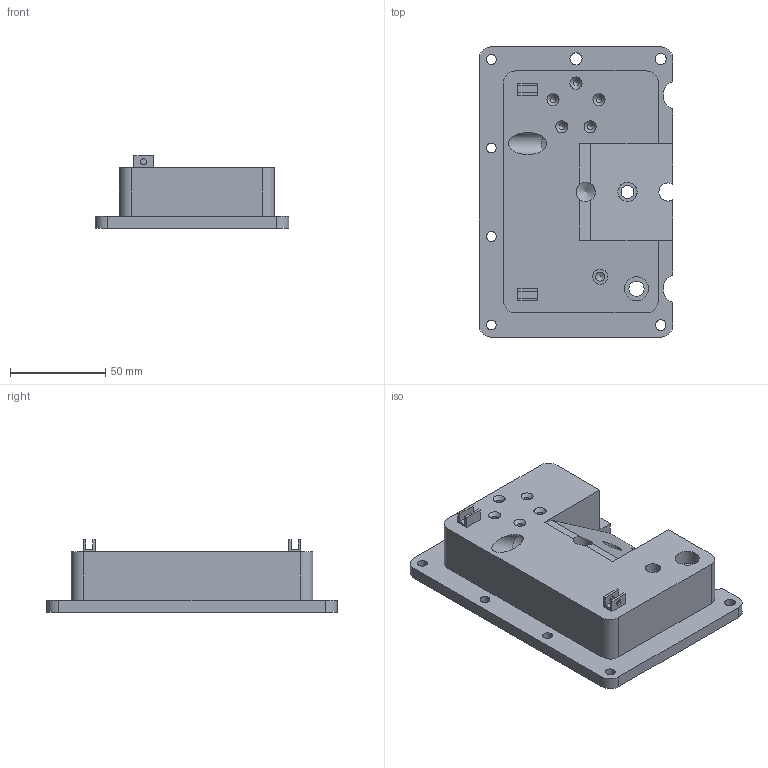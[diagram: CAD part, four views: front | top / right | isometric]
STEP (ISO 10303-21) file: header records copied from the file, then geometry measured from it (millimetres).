
FILE_DESCRIPTION(/* description */ ('CAx-IF Rec.Pracs.---Representation and Presentation of Product Manufacturing Information (PMI)---4.0---2014-10-13','CAx-IF Rec.Pracs.---3D Tessellated Geometry---0.4---2014-09-14','2;1'),/* implementation_level */ '2;1');
FILE_NAME(/* name */ 'V5_Importing_Into_NX',/* time_stamp */ '2023-07-31T15:52:16-04:00',/* author */ (''),/* organization */ (''),/* preprocessor_version */ 'ST-DEVELOPER v18.102',/* originating_system */ 'SIEMENS PLM Software NX 2027',/* authorisation */ $);
FILE_SCHEMA (('AP242_MANAGED_MODEL_BASED_3D_ENGINEERING_MIM_LF { 1 0 10303 442 3 1 4 }'));
Length unit declared in the file: inch
Products named in the file (1): V5_Importing_Into_NX
Bounding box: 101.6 x 152.4 x 38.1 mm (x, y, z)
Volume: 323318 mm3; surface area: 48429.6 mm2
Topology: 1 solids, 1 shells, 121 faces, 342 edges, 231 vertices
Faces by surface type: plane 65, cylinder 43, cone 13
Full cylindrical faces by diameter (mm): 3.175 x7, 4.762 x1, 5.159 x4, 5.558 x1, 5.944 x1, 6.35 x1, 6.731 x1, 7.938 x2, 10.109 x1, 10.16 x1, 11.506 x1, 12.7 x1
Entity records: 3778 total; most frequent: CARTESIAN_POINT 656, DIRECTION 648, ORIENTED_EDGE 560, EDGE_CURVE 280, AXIS2_PLACEMENT_3D 234, VERTEX_POINT 210, FACE_BOUND 192, EDGE_LOOP 184
